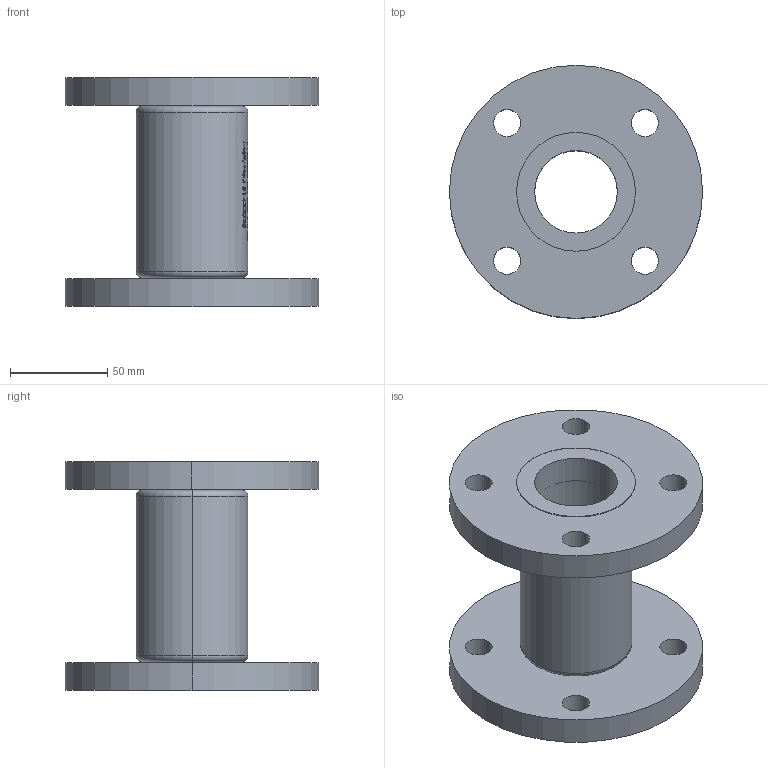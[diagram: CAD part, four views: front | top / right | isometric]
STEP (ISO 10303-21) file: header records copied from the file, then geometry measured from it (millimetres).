
FILE_DESCRIPTION (( 'STEP AP214' ), '1' );
FILE_NAME ('7150000_DN040_PN06_51422025.STEP', '2022-02-02T07:05:11', ( 'axxx' ), ( 'Hewlett-Packard Company' ), 'SwSTEP 2.0', 'SolidWorks 2019', '' );
FILE_SCHEMA (( 'AUTOMOTIVE_DESIGN' ));
Length unit declared in the file: millimetre
Products named in the file (1): 7150000_DN040_PN06_51422025
Bounding box: 130 x 130 x 118 mm (x, y, z)
Volume: 419529.4 mm3; surface area: 96298.3 mm2
Topology: 1 solids, 1 shells, 534 faces, 1385 edges, 922 vertices
Faces by surface type: plane 252, bspline 225, cylinder 49, torus 8
Entity records: 29353 total; most frequent: CARTESIAN_POINT 17745, ORIENTED_EDGE 2770, DIRECTION 1647, EDGE_CURVE 1385, VERTEX_POINT 922, VECTOR 749, LINE 749, EDGE_LOOP 621
